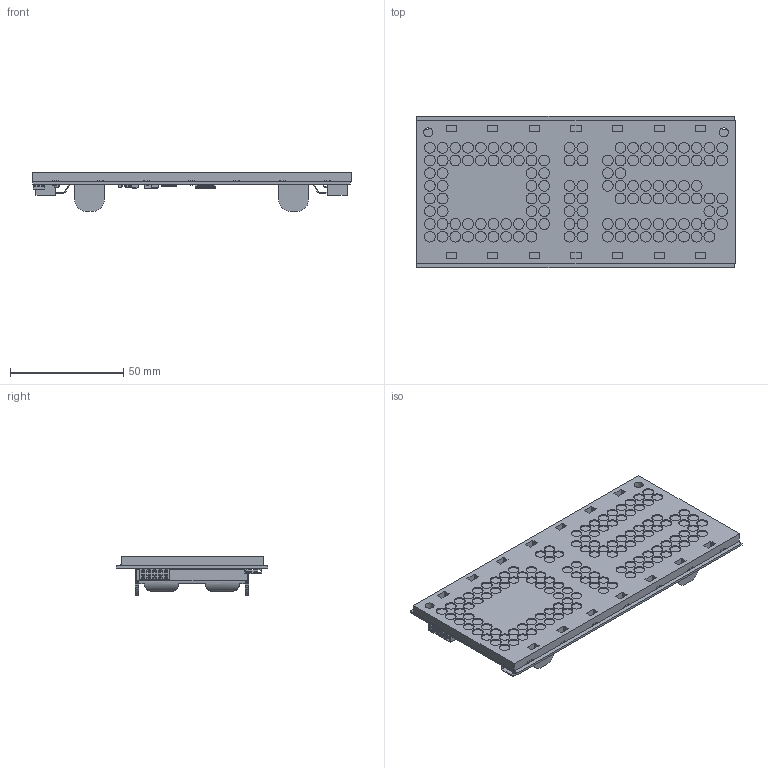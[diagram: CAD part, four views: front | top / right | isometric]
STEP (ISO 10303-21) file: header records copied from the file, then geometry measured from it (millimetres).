
FILE_DESCRIPTION(('Open CASCADE Model'),'2;1');
FILE_NAME('Open CASCADE Shape Model','2018-06-12T15:19:09',('Author'),( 'Open CASCADE'),'Open CASCADE STEP processor 6.8','Open CASCADE 6.8' ,'Unknown');
FILE_SCHEMA(('AUTOMOTIVE_DESIGN { 1 0 10303 214 1 1 1 1 }'));
Length unit declared in the file: millimetre
Products named in the file (93): PCB; Board; U6; 6222551296; Body; Open_CASCADE_STEP_translator_6.8_1.1.1; Leader; C5; 6725089792; Extruded; 6725089600; SW2; 6725089408; 6725089216; Cylinder; SW1; U5; 6165640960; Open_CASCADE_STEP_translator_6.8_2.1.1; U4; 6725089024; U3; 6222550336; Open_CASCADE_STEP_translator_6.8_15.1; Open_CASCADE_STEP_translator_6.8_15.2.1; J3; A01SB741B1-267_v1; C4; 6725088832; 6725088640; C3; J2; SMH-105-02-X-D; J1; U2; 6222549952; Open_CASCADE_STEP_translator_6.8_5.1.1; R3; 6725088448; 6725088256 ...
Assembly tree (176 placements, depth 5):
  PCB
    Board
    U6
      6222551296
        Body
          Open_CASCADE_STEP_translator_6.8_1.1.1
        Leader  x3
    C5
      6725089792
        Extruded
      6725089600  x2
        Extruded
    SW2
      6725089408
        Extruded
      6725089216
        Cylinder
    SW1
      6725089408
        Extruded
      6725089216
        Cylinder
    U5
      6165640960
        Body
          Open_CASCADE_STEP_translator_6.8_2.1.1
        Leader  x6
    U4
      6725089024
        Extruded
    U3
      6222550336
        Open_CASCADE_STEP_translator_6.8_15.1
        Body
          Open_CASCADE_STEP_translator_6.8_15.2.1
        Leader  x20
    J3
      A01SB741B1-267_v1
    C4
      6725088832
        Extruded
      6725088640  x2
        Extruded
    C3
      6725088832
        Extruded
      6725088640  x2
        Extruded
    J2
      SMH-105-02-X-D
    J1
      SMH-105-02-X-D
    U2
      6222549952
        Body
          Open_CASCADE_STEP_translator_6.8_5.1.1
        Leader  x5
    R3
      6725088448  x2
        Extruded
Bounding box: 140.4 x 67 x 17 mm (x, y, z)
Volume: 45862.5 mm3; surface area: 51508.3 mm2
Topology: 170 solids, 172 shells, 4554 faces, 10676 edges, 6564 vertices
Faces by surface type: plane 3684, cylinder 785, sphere 44, bspline 41
Full cylindrical faces by diameter (mm): 0.5 x1, 0.562 x1, 0.7 x2, 1.8 x2, 4 x4, 4.75 x127
Entity records: 57686 total; most frequent: CARTESIAN_POINT 13042, DIRECTION 8734, ORIENTED_EDGE 8604, EDGE_CURVE 4303, LINE 3440, VECTOR 3440, VERTEX_POINT 2702, AXIS2_PLACEMENT_3D 2647
